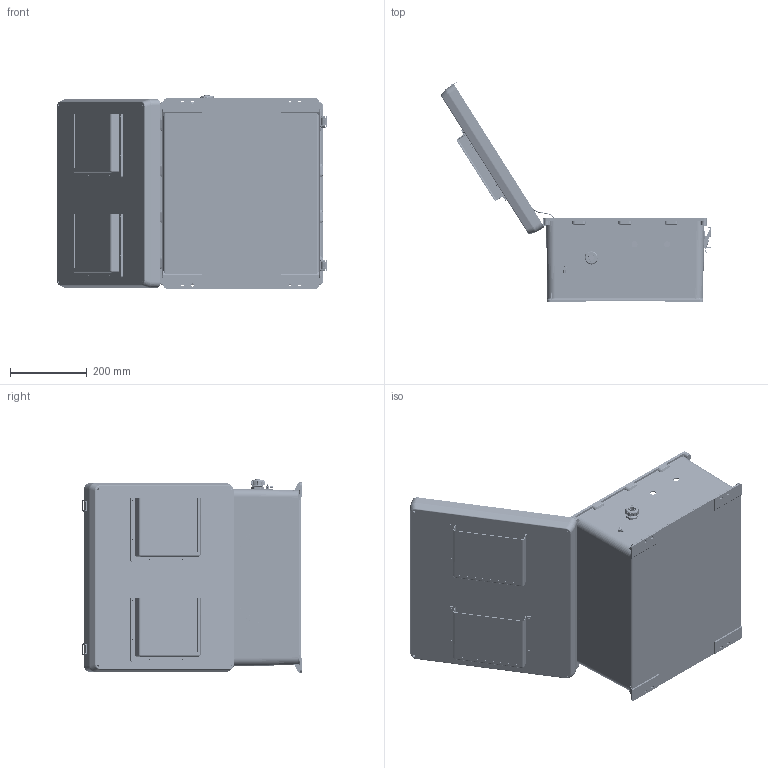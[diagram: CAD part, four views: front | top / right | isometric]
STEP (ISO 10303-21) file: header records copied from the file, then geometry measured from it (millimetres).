
FILE_DESCRIPTION (( 'STEP AP214' ), '1' );
FILE_NAME ('TEF181608-40FAF.STEP', '2019-05-09T16:39:12', ( '' ), ( '' ), 'SwSTEP 2.0', 'SolidWorks 2018', '' );
FILE_SCHEMA (( 'AUTOMOTIVE_DESIGN' ));
Length unit declared in the file: inch
Products named in the file (31): HYP245; NB181608-Box; XF513-01; XMH-0002; XFN-0003; NB181608-DoorClasp-2; XM220-01-UL; NB181608-Lid-Vented; XMH-0005; XC-0003; XFN-0005; NEMA_18_GroundWire; Fan Screen-120x120 ALUM; XCT-0011; FanWire-18-40F; NB181608-Hinge; XCT-0005; 10-32 NEMA PLATE SCREW; XFS-0065; XFN-0002; NB181608-DoorClasp-1; XFS-0006; XFW-0002; XFW-0004; XCT-0010; XF685-01; XFS-0017; XF903-01; TEF181608-40FAF; XFS-0026; POE Fill Label
Assembly tree (52 placements, depth 2):
  TEF181608-40FAF
    NB181608-Box
    NB181608-Hinge  x2
    NB181608-Lid-Vented
    NB181608-DoorClasp-1  x2
    NB181608-DoorClasp-2  x2
    XF685-01
    10-32 NEMA PLATE SCREW  x4
    XFS-0017  x2
    XCT-0011
    XCT-0010
    XFN-0003  x2
    XC-0003
    XCT-0005
    XFW-0002
    XFS-0026
    XF513-01
    XFS-0065
    XFW-0004  x2
    XFN-0005
    XM220-01-UL  x2
    XFN-0002  x8
    Fan Screen-120x120 ALUM  x2
    XMH-0002  x2
    FanWire-18-40F
    XF903-01  x4
    NEMA_18_GroundWire
    HYP245
    XFS-0006
    POE Fill Label
    XMH-0005
Bounding box: 703.32 x 571.16 x 502.84 mm (x, y, z)
Volume: 4045136.2 mm3; surface area: 2548907.3 mm2
Topology: 61 solids, 62 shells, 6014 faces, 15891 edges, 9997 vertices
Faces by surface type: cylinder 2847, plane 1652, cone 955, torus 368, bspline 184, sphere 8
Entity records: 157252 total; most frequent: CARTESIAN_POINT 49577, ORIENTED_EDGE 19784, DIRECTION 19238, EDGE_CURVE 9892, AXIS2_PLACEMENT_3D 7331, VERTEX_POINT 6224, EDGE_LOOP 4786, VECTOR 4576
